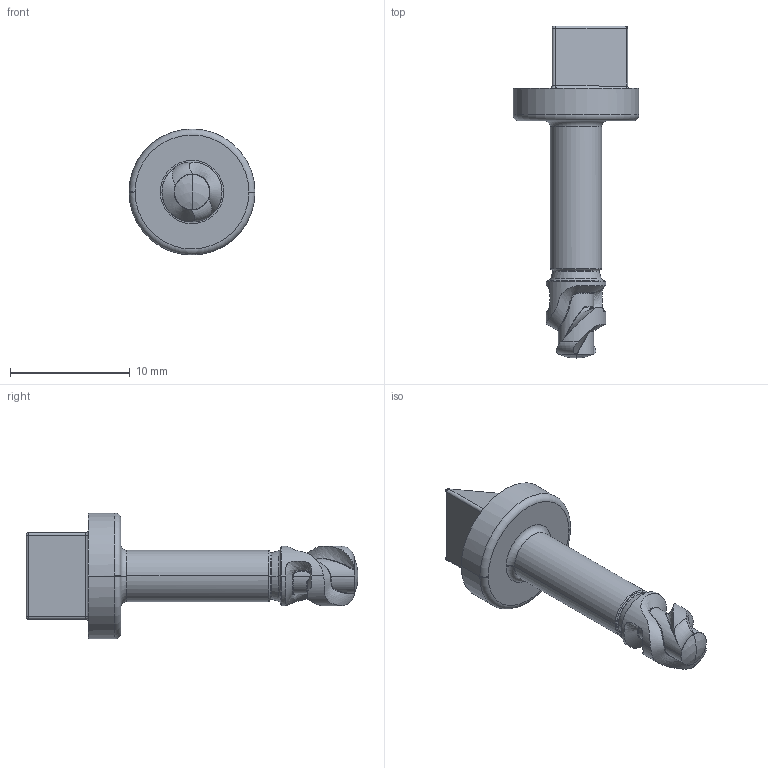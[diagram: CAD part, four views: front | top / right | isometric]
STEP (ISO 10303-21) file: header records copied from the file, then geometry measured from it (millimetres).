
FILE_DESCRIPTION(('STEP AP242'),'1');
FILE_NAME('nsyaedstsb.stp','2021-09-25T23:44:05',('TraceParts'),('TraceParts S.A.'),'Spatial InterOp 3D',' ',' ');
FILE_SCHEMA(('AP242_MANAGED_MODEL_BASED_3D_ENGINEERING_MIM_LF {1 0 10303 442 1 1 4}'));
Length unit declared in the file: millimetre
Products named in the file (1): nsyaedstsb
Bounding box: 10.5 x 27.68 x 10.5 mm (x, y, z)
Volume: 626.3 mm3; surface area: 644.2 mm2
Topology: 1 solids, 1 shells, 67 faces, 151 edges, 88 vertices
Faces by surface type: torus 23, cylinder 23, plane 8, sphere 5, cone 4, bspline 4
Entity records: 8052 total; most frequent: CARTESIAN_POINT 6548, DIRECTION 340, ORIENTED_EDGE 298, AXIS2_PLACEMENT_3D 153, EDGE_CURVE 149, CIRCLE 89, VERTEX_POINT 88, EDGE_LOOP 71
